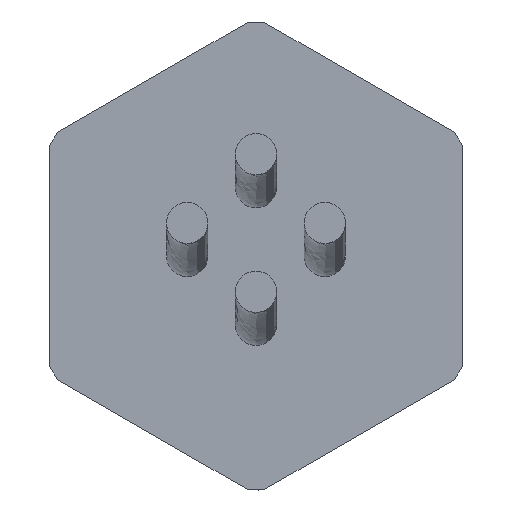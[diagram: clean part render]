
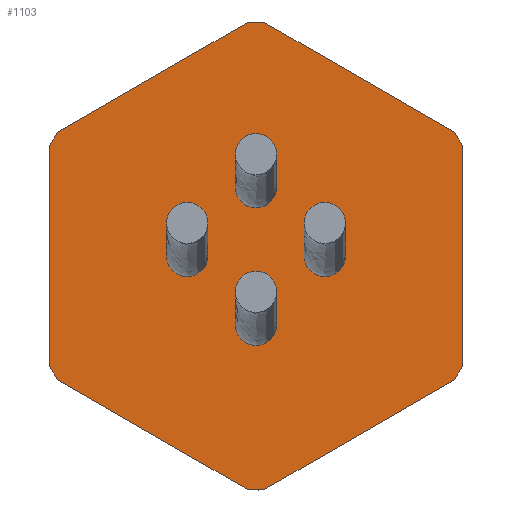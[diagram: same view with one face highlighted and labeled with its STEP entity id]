
A CAD part, left-side view. The second image highlights one B-rep face of the part: STEP entity #1103.
In plain terms, the highlighted planar face has unit normal (-1, 0, 0).
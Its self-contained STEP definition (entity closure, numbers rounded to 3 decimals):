
#550=LINE('',#6305,#803);
#551=LINE('',#6310,#804);
#552=LINE('',#6314,#805);
#553=LINE('',#6318,#806);
#554=LINE('',#6322,#807);
#555=LINE('',#6326,#808);
#803=VECTOR('',#4483,1.);
#804=VECTOR('',#4486,1.);
#805=VECTOR('',#4489,1.);
#806=VECTOR('',#4492,1.);
#807=VECTOR('',#4495,1.);
#808=VECTOR('',#4498,1.);
#901=PLANE('',#3660);
#1103=ADVANCED_FACE('',(#1286,#1287,#1288,#1289,#1290),#901,.T.);
#1286=FACE_BOUND('',#1541,.T.);
#1287=FACE_BOUND('',#1542,.T.);
#1288=FACE_BOUND('',#1543,.T.);
#1289=FACE_BOUND('',#1544,.T.);
#1290=FACE_BOUND('',#1545,.T.);
#1541=EDGE_LOOP('',(#2381));
#1542=EDGE_LOOP('',(#2382));
#1543=EDGE_LOOP('',(#2383));
#1544=EDGE_LOOP('',(#2384));
#1545=EDGE_LOOP('',(#2385,#2386,#2387,#2388,#2389,#2390,#2391,#2392,#2393,
#2394,#2395,#2396));
#2381=ORIENTED_EDGE('',*,*,#3180,.F.);
#2382=ORIENTED_EDGE('',*,*,#3179,.F.);
#2383=ORIENTED_EDGE('',*,*,#3178,.F.);
#2384=ORIENTED_EDGE('',*,*,#3177,.F.);
#2385=ORIENTED_EDGE('',*,*,#3181,.T.);
#2386=ORIENTED_EDGE('',*,*,#3182,.F.);
#2387=ORIENTED_EDGE('',*,*,#3183,.T.);
#2388=ORIENTED_EDGE('',*,*,#3184,.F.);
#2389=ORIENTED_EDGE('',*,*,#3185,.T.);
#2390=ORIENTED_EDGE('',*,*,#3186,.F.);
#2391=ORIENTED_EDGE('',*,*,#3187,.T.);
#2392=ORIENTED_EDGE('',*,*,#3188,.F.);
#2393=ORIENTED_EDGE('',*,*,#3189,.F.);
#2394=ORIENTED_EDGE('',*,*,#3190,.F.);
#2395=ORIENTED_EDGE('',*,*,#3191,.T.);
#2396=ORIENTED_EDGE('',*,*,#3192,.F.);
#2740=VERTEX_POINT('',#6294);
#2741=VERTEX_POINT('',#6297);
#2742=VERTEX_POINT('',#6300);
#2743=VERTEX_POINT('',#6303);
#2744=VERTEX_POINT('',#6306);
#2745=VERTEX_POINT('',#6307);
#2746=VERTEX_POINT('',#6309);
#2747=VERTEX_POINT('',#6311);
#2748=VERTEX_POINT('',#6313);
#2749=VERTEX_POINT('',#6315);
#2750=VERTEX_POINT('',#6317);
#2751=VERTEX_POINT('',#6319);
#2752=VERTEX_POINT('',#6321);
#2753=VERTEX_POINT('',#6323);
#2754=VERTEX_POINT('',#6325);
#2755=VERTEX_POINT('',#6327);
#3177=EDGE_CURVE('',#2740,#2740,#3351,.T.);
#3178=EDGE_CURVE('',#2741,#2741,#3352,.T.);
#3179=EDGE_CURVE('',#2742,#2742,#3353,.T.);
#3180=EDGE_CURVE('',#2743,#2743,#3354,.T.);
#3181=EDGE_CURVE('',#2744,#2745,#550,.T.);
#3182=EDGE_CURVE('',#2746,#2745,#3355,.T.);
#3183=EDGE_CURVE('',#2746,#2747,#551,.T.);
#3184=EDGE_CURVE('',#2748,#2747,#3356,.T.);
#3185=EDGE_CURVE('',#2748,#2749,#552,.T.);
#3186=EDGE_CURVE('',#2750,#2749,#3357,.T.);
#3187=EDGE_CURVE('',#2750,#2751,#553,.T.);
#3188=EDGE_CURVE('',#2752,#2751,#3358,.T.);
#3189=EDGE_CURVE('',#2753,#2752,#554,.T.);
#3190=EDGE_CURVE('',#2754,#2753,#3359,.T.);
#3191=EDGE_CURVE('',#2754,#2755,#555,.T.);
#3192=EDGE_CURVE('',#2744,#2755,#3360,.T.);
#3351=CIRCLE('',#3646,0.75);
#3352=CIRCLE('',#3648,0.75);
#3353=CIRCLE('',#3650,0.75);
#3354=CIRCLE('',#3652,0.75);
#3355=CIRCLE('',#3654,8.5);
#3356=CIRCLE('',#3655,8.5);
#3357=CIRCLE('',#3656,8.5);
#3358=CIRCLE('',#3657,8.5);
#3359=CIRCLE('',#3658,8.5);
#3360=CIRCLE('',#3659,8.5);
#3646=AXIS2_PLACEMENT_3D('',#6293,#4467,#4468);
#3648=AXIS2_PLACEMENT_3D('',#6296,#4471,#4472);
#3650=AXIS2_PLACEMENT_3D('',#6299,#4475,#4476);
#3652=AXIS2_PLACEMENT_3D('',#6302,#4479,#4480);
#3654=AXIS2_PLACEMENT_3D('',#6308,#4484,#4485);
#3655=AXIS2_PLACEMENT_3D('',#6312,#4487,#4488);
#3656=AXIS2_PLACEMENT_3D('',#6316,#4490,#4491);
#3657=AXIS2_PLACEMENT_3D('',#6320,#4493,#4494);
#3658=AXIS2_PLACEMENT_3D('',#6324,#4496,#4497);
#3659=AXIS2_PLACEMENT_3D('',#6328,#4499,#4500);
#3660=AXIS2_PLACEMENT_3D('',#6329,#4501,#4502);
#4467=DIRECTION('',(-1.,0.,0.));
#4468=DIRECTION('',(0.,0.866,0.5));
#4471=DIRECTION('',(-1.,0.,0.));
#4472=DIRECTION('',(0.,0.866,0.5));
#4475=DIRECTION('',(-1.,0.,0.));
#4476=DIRECTION('',(0.,0.866,0.5));
#4479=DIRECTION('',(-1.,0.,0.));
#4480=DIRECTION('',(0.,0.866,0.5));
#4483=DIRECTION('',(0.,0.866,0.5));
#4484=DIRECTION('',(1.,0.,0.));
#4485=DIRECTION('',(0.,-0.866,-0.5));
#4486=DIRECTION('',(0.,0.866,-0.5));
#4487=DIRECTION('',(1.,0.,0.));
#4488=DIRECTION('',(0.,-0.866,-0.5));
#4489=DIRECTION('',(0.,0.,-1.));
#4490=DIRECTION('',(1.,0.,0.));
#4491=DIRECTION('',(0.,-0.866,-0.5));
#4492=DIRECTION('',(0.,-0.866,-0.5));
#4493=DIRECTION('',(1.,0.,0.));
#4494=DIRECTION('',(0.,-0.866,-0.5));
#4495=DIRECTION('',(0.,0.866,-0.5));
#4496=DIRECTION('',(1.,0.,0.));
#4497=DIRECTION('',(0.,-0.866,-0.5));
#4498=DIRECTION('',(0.,0.,1.));
#4499=DIRECTION('',(1.,0.,0.));
#4500=DIRECTION('',(0.,-0.866,-0.5));
#4501=DIRECTION('',(-1.,0.,0.));
#4502=DIRECTION('',(0.,0.866,0.5));
#6293=CARTESIAN_POINT('',(28.5,52.5,0.));
#6294=CARTESIAN_POINT('',(28.5,53.15,0.375));
#6296=CARTESIAN_POINT('',(28.5,50.,-2.5));
#6297=CARTESIAN_POINT('',(28.5,50.65,-2.125));
#6299=CARTESIAN_POINT('',(28.5,47.5,0.));
#6300=CARTESIAN_POINT('',(28.5,48.15,0.375));
#6302=CARTESIAN_POINT('',(28.5,50.,2.5));
#6303=CARTESIAN_POINT('',(28.5,50.65,2.875));
#6305=CARTESIAN_POINT('',(28.5,42.786,4.495));
#6306=CARTESIAN_POINT('',(28.5,42.786,4.495));
#6307=CARTESIAN_POINT('',(28.5,49.714,8.495));
#6308=CARTESIAN_POINT('',(28.5,50.,0.));
#6309=CARTESIAN_POINT('',(28.5,50.286,8.495));
#6310=CARTESIAN_POINT('',(28.5,50.286,8.495));
#6311=CARTESIAN_POINT('',(28.5,57.214,4.495));
#6312=CARTESIAN_POINT('',(28.5,50.,0.));
#6313=CARTESIAN_POINT('',(28.5,57.5,4.));
#6314=CARTESIAN_POINT('',(28.5,57.5,4.));
#6315=CARTESIAN_POINT('',(28.5,57.5,-4.));
#6316=CARTESIAN_POINT('',(28.5,50.,0.));
#6317=CARTESIAN_POINT('',(28.5,57.214,-4.495));
#6318=CARTESIAN_POINT('',(28.5,57.214,-4.495));
#6319=CARTESIAN_POINT('',(28.5,50.286,-8.495));
#6320=CARTESIAN_POINT('',(28.5,50.,0.));
#6321=CARTESIAN_POINT('',(28.5,49.714,-8.495));
#6322=CARTESIAN_POINT('',(28.5,42.786,-4.495));
#6323=CARTESIAN_POINT('',(28.5,42.786,-4.495));
#6324=CARTESIAN_POINT('',(28.5,50.,0.));
#6325=CARTESIAN_POINT('',(28.5,42.5,-4.));
#6326=CARTESIAN_POINT('',(28.5,42.5,-4.));
#6327=CARTESIAN_POINT('',(28.5,42.5,4.));
#6328=CARTESIAN_POINT('',(28.5,50.,0.));
#6329=CARTESIAN_POINT('',(28.5,54.25,-7.361));
